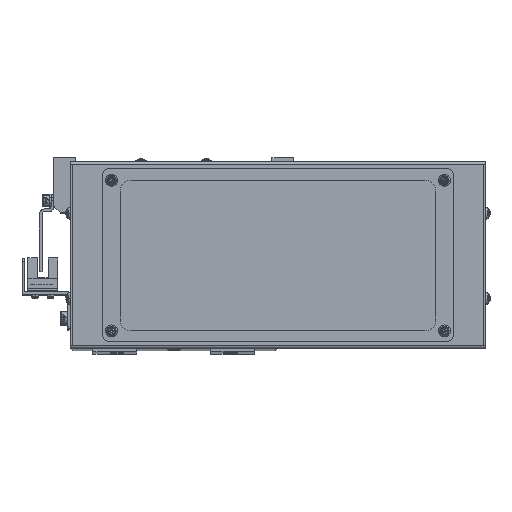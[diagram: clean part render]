
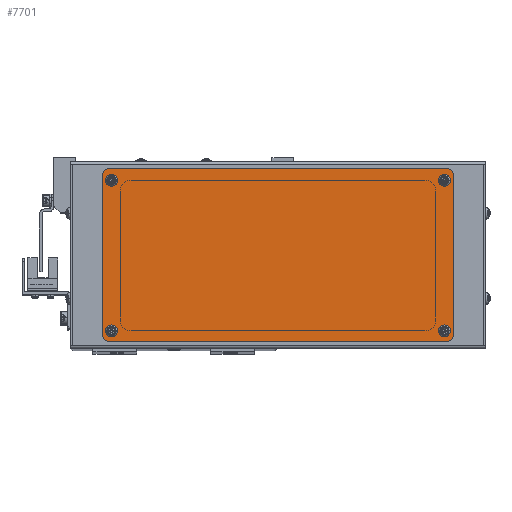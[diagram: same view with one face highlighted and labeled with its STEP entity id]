
A CAD part, top view. The second image highlights one B-rep face of the part: STEP entity #7701.
In plain terms, the highlighted face is planar.
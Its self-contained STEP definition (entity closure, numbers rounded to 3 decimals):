
#203 = VERTEX_POINT ( 'NONE', #50494 ) ;
#890 = DIRECTION ( 'NONE',  ( 0., 0., 1. ) ) ;
#1256 = VECTOR ( 'NONE', #62907, 1000. ) ;
#1301 = CARTESIAN_POINT ( 'NONE',  ( 76.25, 34.25, 0. ) ) ;
#1990 = DIRECTION ( 'NONE',  ( 1., 0., 0. ) ) ;
#2347 = DIRECTION ( 'NONE',  ( 0., 0., 1. ) ) ;
#2829 = EDGE_LOOP ( 'NONE', ( #54662, #30932 ) ) ;
#3574 = AXIS2_PLACEMENT_3D ( 'NONE', #37824, #5955, #43132 ) ;
#3684 = ORIENTED_EDGE ( 'NONE', *, *, #65836, .F. ) ;
#4597 = CIRCLE ( 'NONE', #23860, 3. ) ;
#4707 = EDGE_CURVE ( 'NONE', #6755, #34553, #40623, .T. ) ;
#5948 = VERTEX_POINT ( 'NONE', #37968 ) ;
#5955 = DIRECTION ( 'NONE',  ( 0., 0., 1. ) ) ;
#6073 = AXIS2_PLACEMENT_3D ( 'NONE', #26883, #64049, #32251 ) ;
#6181 = ORIENTED_EDGE ( 'NONE', *, *, #26169, .T. ) ;
#6605 = DIRECTION ( 'NONE',  ( 1., 0., 0. ) ) ;
#6692 = CARTESIAN_POINT ( 'NONE',  ( -77.25, 39.75, 0. ) ) ;
#6755 = VERTEX_POINT ( 'NONE', #49244 ) ;
#7081 = ORIENTED_EDGE ( 'NONE', *, *, #60157, .F. ) ;
#7701 = ADVANCED_FACE ( 'NONE', ( #23692, #51940, #40498, #26324, #12201 ), #62601, .F. ) ;
#7723 = CARTESIAN_POINT ( 'NONE',  ( 74.55, -34.75, 0. ) ) ;
#8856 = AXIS2_PLACEMENT_3D ( 'NONE', #25670, #62837, #31051 ) ;
#9781 = CARTESIAN_POINT ( 'NONE',  ( -76.25, -34.75, 0. ) ) ;
#10065 = EDGE_LOOP ( 'NONE', ( #34395, #12240 ) ) ;
#10746 = CARTESIAN_POINT ( 'NONE',  ( -77.95, 34.25, 0. ) ) ;
#11905 = CARTESIAN_POINT ( 'NONE',  ( 76.25, -34.75, 0. ) ) ;
#11987 = CARTESIAN_POINT ( 'NONE',  ( 77.25, 36.75, 0. ) ) ;
#12201 = FACE_BOUND ( 'NONE', #10065, .T. ) ;
#12240 = ORIENTED_EDGE ( 'NONE', *, *, #60715, .T. ) ;
#12353 = EDGE_LOOP ( 'NONE', ( #37813, #18560 ) ) ;
#12484 = AXIS2_PLACEMENT_3D ( 'NONE', #9781, #46931, #15140 ) ;
#12620 = CARTESIAN_POINT ( 'NONE',  ( 80.25, 36.75, 0. ) ) ;
#13829 = CARTESIAN_POINT ( 'NONE',  ( -74.55, 34.25, 0. ) ) ;
#14013 = CIRCLE ( 'NONE', #35199, 1.7 ) ;
#14943 = AXIS2_PLACEMENT_3D ( 'NONE', #11987, #49131, #17347 ) ;
#15140 = DIRECTION ( 'NONE',  ( 1., 0., 0. ) ) ;
#15861 = LINE ( 'NONE', #6692, #30009 ) ;
#17273 = DIRECTION ( 'NONE',  ( 1., 0., 0. ) ) ;
#17347 = DIRECTION ( 'NONE',  ( 1., 0., 0. ) ) ;
#17722 = EDGE_CURVE ( 'NONE', #36405, #34191, #37109, .T. ) ;
#18560 = ORIENTED_EDGE ( 'NONE', *, *, #17722, .T. ) ;
#19950 = CARTESIAN_POINT ( 'NONE',  ( 77.25, 39.75, 0. ) ) ;
#19956 = CARTESIAN_POINT ( 'NONE',  ( 77.25, -39.75, 0. ) ) ;
#21700 = CARTESIAN_POINT ( 'NONE',  ( -76.25, -34.75, 0. ) ) ;
#22790 = EDGE_CURVE ( 'NONE', #42893, #41817, #25894, .T. ) ;
#23692 = FACE_BOUND ( 'NONE', #62627, .T. ) ;
#23860 = AXIS2_PLACEMENT_3D ( 'NONE', #32731, #890, #38049 ) ;
#25443 = ORIENTED_EDGE ( 'NONE', *, *, #32696, .F. ) ;
#25448 = CIRCLE ( 'NONE', #12484, 1.7 ) ;
#25670 = CARTESIAN_POINT ( 'NONE',  ( -77.25, 36.75, 0. ) ) ;
#25803 = EDGE_CURVE ( 'NONE', #68615, #31169, #40460, .T. ) ;
#25894 = CIRCLE ( 'NONE', #59494, 1.7 ) ;
#25917 = CIRCLE ( 'NONE', #47466, 3. ) ;
#26169 = EDGE_CURVE ( 'NONE', #41817, #42893, #25448, .T. ) ;
#26324 = FACE_BOUND ( 'NONE', #12353, .T. ) ;
#26452 = VECTOR ( 'NONE', #42317, 1000. ) ;
#26883 = CARTESIAN_POINT ( 'NONE',  ( -77.25, 36.75, 0. ) ) ;
#27010 = AXIS2_PLACEMENT_3D ( 'NONE', #65568, #33791, #1990 ) ;
#27019 = DIRECTION ( 'NONE',  ( 1., 0., 0. ) ) ;
#27103 = DIRECTION ( 'NONE',  ( 0., 0., 1. ) ) ;
#27432 = VERTEX_POINT ( 'NONE', #13829 ) ;
#29503 = LINE ( 'NONE', #52188, #1256 ) ;
#29839 = CARTESIAN_POINT ( 'NONE',  ( 80.25, 36.75, 0. ) ) ;
#30009 = VECTOR ( 'NONE', #38535, 1000. ) ;
#30932 = ORIENTED_EDGE ( 'NONE', *, *, #57484, .T. ) ;
#31051 = DIRECTION ( 'NONE',  ( 1., 0., 0. ) ) ;
#31169 = VERTEX_POINT ( 'NONE', #44263 ) ;
#31364 = DIRECTION ( 'NONE',  ( 0., 0., 1. ) ) ;
#32251 = DIRECTION ( 'NONE',  ( 1., 0., 0. ) ) ;
#32412 = CIRCLE ( 'NONE', #36106, 1.7 ) ;
#32696 = EDGE_CURVE ( 'NONE', #41352, #46172, #29503, .T. ) ;
#32731 = CARTESIAN_POINT ( 'NONE',  ( 77.25, -36.75, 0. ) ) ;
#32805 = CARTESIAN_POINT ( 'NONE',  ( 74.55, 34.25, 0. ) ) ;
#33791 = DIRECTION ( 'NONE',  ( 0., 0., 1. ) ) ;
#34130 = CARTESIAN_POINT ( 'NONE',  ( 76.25, 34.25, 0. ) ) ;
#34191 = VERTEX_POINT ( 'NONE', #32805 ) ;
#34395 = ORIENTED_EDGE ( 'NONE', *, *, #25803, .T. ) ;
#34553 = VERTEX_POINT ( 'NONE', #19956 ) ;
#35186 = DIRECTION ( 'NONE',  ( 0., 1., 0. ) ) ;
#35199 = AXIS2_PLACEMENT_3D ( 'NONE', #1301, #38440, #6605 ) ;
#36014 = CARTESIAN_POINT ( 'NONE',  ( 77.95, 34.25, 0. ) ) ;
#36078 = CARTESIAN_POINT ( 'NONE',  ( -80.25, 36.75, 0. ) ) ;
#36106 = AXIS2_PLACEMENT_3D ( 'NONE', #58909, #27103, #64278 ) ;
#36405 = VERTEX_POINT ( 'NONE', #36014 ) ;
#36694 = EDGE_CURVE ( 'NONE', #39257, #203, #15861, .T. ) ;
#36794 = ORIENTED_EDGE ( 'NONE', *, *, #56800, .F. ) ;
#37109 = CIRCLE ( 'NONE', #42290, 1.7 ) ;
#37813 = ORIENTED_EDGE ( 'NONE', *, *, #68715, .T. ) ;
#37824 = CARTESIAN_POINT ( 'NONE',  ( -76.25, 34.25, 0. ) ) ;
#37968 = CARTESIAN_POINT ( 'NONE',  ( 80.25, -36.75, 0. ) ) ;
#38049 = DIRECTION ( 'NONE',  ( 1., 0., 0. ) ) ;
#38440 = DIRECTION ( 'NONE',  ( 0., 0., 1. ) ) ;
#38535 = DIRECTION ( 'NONE',  ( -1., 0., 0. ) ) ;
#38671 = ORIENTED_EDGE ( 'NONE', *, *, #4707, .F. ) ;
#39257 = VERTEX_POINT ( 'NONE', #19950 ) ;
#39493 = DIRECTION ( 'NONE',  ( 1., 0., 0. ) ) ;
#39551 = EDGE_CURVE ( 'NONE', #49215, #39257, #46723, .T. ) ;
#40460 = CIRCLE ( 'NONE', #57852, 1.7 ) ;
#40498 = FACE_OUTER_BOUND ( 'NONE', #55341, .T. ) ;
#40623 = LINE ( 'NONE', #63456, #26452 ) ;
#41352 = VERTEX_POINT ( 'NONE', #36078 ) ;
#41817 = VERTEX_POINT ( 'NONE', #46666 ) ;
#42290 = AXIS2_PLACEMENT_3D ( 'NONE', #34130, #2347, #39493 ) ;
#42317 = DIRECTION ( 'NONE',  ( 1., 0., 0. ) ) ;
#42893 = VERTEX_POINT ( 'NONE', #62928 ) ;
#43132 = DIRECTION ( 'NONE',  ( 1., 0., 0. ) ) ;
#43531 = ORIENTED_EDGE ( 'NONE', *, *, #22790, .T. ) ;
#44263 = CARTESIAN_POINT ( 'NONE',  ( 77.95, -34.75, 0. ) ) ;
#46172 = VERTEX_POINT ( 'NONE', #50982 ) ;
#46666 = CARTESIAN_POINT ( 'NONE',  ( -74.55, -34.75, 0. ) ) ;
#46723 = CIRCLE ( 'NONE', #14943, 3. ) ;
#46931 = DIRECTION ( 'NONE',  ( 0., 0., 1. ) ) ;
#47466 = AXIS2_PLACEMENT_3D ( 'NONE', #63153, #31364, #68540 ) ;
#48223 = VECTOR ( 'NONE', #35186, 1000. ) ;
#49044 = DIRECTION ( 'NONE',  ( 0., 0., 1. ) ) ;
#49131 = DIRECTION ( 'NONE',  ( 0., 0., 1. ) ) ;
#49215 = VERTEX_POINT ( 'NONE', #12620 ) ;
#49244 = CARTESIAN_POINT ( 'NONE',  ( -77.25, -39.75, 0. ) ) ;
#50494 = CARTESIAN_POINT ( 'NONE',  ( -77.25, 39.75, 0. ) ) ;
#50982 = CARTESIAN_POINT ( 'NONE',  ( -80.25, -36.75, 0. ) ) ;
#51940 = FACE_BOUND ( 'NONE', #2829, .T. ) ;
#52188 = CARTESIAN_POINT ( 'NONE',  ( -80.25, -36.75, 0. ) ) ;
#54311 = ORIENTED_EDGE ( 'NONE', *, *, #56750, .F. ) ;
#54662 = ORIENTED_EDGE ( 'NONE', *, *, #67817, .T. ) ;
#54803 = ORIENTED_EDGE ( 'NONE', *, *, #36694, .F. ) ;
#55341 = EDGE_LOOP ( 'NONE', ( #54311, #54803, #67491, #7081, #36794, #38671, #3684, #25443 ) ) ;
#56750 = EDGE_CURVE ( 'NONE', #203, #41352, #64407, .T. ) ;
#56800 = EDGE_CURVE ( 'NONE', #34553, #5948, #4597, .T. ) ;
#57273 = VERTEX_POINT ( 'NONE', #10746 ) ;
#57484 = EDGE_CURVE ( 'NONE', #27432, #57273, #61805, .T. ) ;
#57852 = AXIS2_PLACEMENT_3D ( 'NONE', #11905, #49044, #17273 ) ;
#58827 = DIRECTION ( 'NONE',  ( 0., 0., 1. ) ) ;
#58909 = CARTESIAN_POINT ( 'NONE',  ( 76.25, -34.75, 0. ) ) ;
#59494 = AXIS2_PLACEMENT_3D ( 'NONE', #21700, #58827, #27019 ) ;
#60157 = EDGE_CURVE ( 'NONE', #5948, #49215, #64048, .T. ) ;
#60715 = EDGE_CURVE ( 'NONE', #31169, #68615, #32412, .T. ) ;
#61805 = CIRCLE ( 'NONE', #27010, 1.7 ) ;
#62601 = PLANE ( 'NONE',  #8856 ) ;
#62627 = EDGE_LOOP ( 'NONE', ( #43531, #6181 ) ) ;
#62837 = DIRECTION ( 'NONE',  ( 0., 0., 1. ) ) ;
#62907 = DIRECTION ( 'NONE',  ( 0., -1., 0. ) ) ;
#62928 = CARTESIAN_POINT ( 'NONE',  ( -77.95, -34.75, 0. ) ) ;
#63030 = CIRCLE ( 'NONE', #3574, 1.7 ) ;
#63153 = CARTESIAN_POINT ( 'NONE',  ( -77.25, -36.75, 0. ) ) ;
#63456 = CARTESIAN_POINT ( 'NONE',  ( 77.25, -39.75, 0. ) ) ;
#64049 = DIRECTION ( 'NONE',  ( 0., 0., 1. ) ) ;
#64048 = LINE ( 'NONE', #29839, #48223 ) ;
#64278 = DIRECTION ( 'NONE',  ( 1., 0., 0. ) ) ;
#64407 = CIRCLE ( 'NONE', #6073, 3. ) ;
#65568 = CARTESIAN_POINT ( 'NONE',  ( -76.25, 34.25, 0. ) ) ;
#65836 = EDGE_CURVE ( 'NONE', #46172, #6755, #25917, .T. ) ;
#67491 = ORIENTED_EDGE ( 'NONE', *, *, #39551, .F. ) ;
#67817 = EDGE_CURVE ( 'NONE', #57273, #27432, #63030, .T. ) ;
#68540 = DIRECTION ( 'NONE',  ( 1., 0., 0. ) ) ;
#68615 = VERTEX_POINT ( 'NONE', #7723 ) ;
#68715 = EDGE_CURVE ( 'NONE', #34191, #36405, #14013, .T. ) ;
